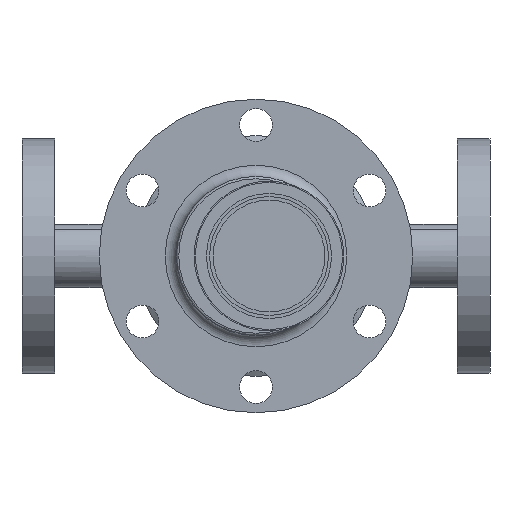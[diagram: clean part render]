
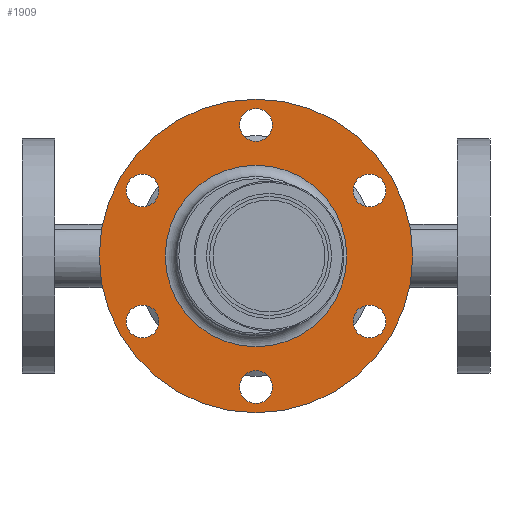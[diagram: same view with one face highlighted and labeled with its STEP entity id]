
A CAD part, left-side view. The second image highlights one B-rep face of the part: STEP entity #1909.
In plain terms, the highlighted planar face has unit normal (-1, 0, 0).
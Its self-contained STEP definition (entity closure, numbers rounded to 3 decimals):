
#288=FACE_BOUND('',#646,.T.);
#289=FACE_BOUND('',#647,.T.);
#290=FACE_BOUND('',#648,.T.);
#291=FACE_BOUND('',#649,.T.);
#292=FACE_BOUND('',#650,.T.);
#293=FACE_BOUND('',#651,.T.);
#294=FACE_BOUND('',#652,.T.);
#338=PLANE('',#2223);
#453=FACE_OUTER_BOUND('',#645,.T.);
#645=EDGE_LOOP('',(#1737));
#646=EDGE_LOOP('',(#1738));
#647=EDGE_LOOP('',(#1739));
#648=EDGE_LOOP('',(#1740));
#649=EDGE_LOOP('',(#1741));
#650=EDGE_LOOP('',(#1742));
#651=EDGE_LOOP('',(#1743));
#652=EDGE_LOOP('',(#1744,#1745));
#720=CIRCLE('',#2011,7.);
#724=CIRCLE('',#2017,7.);
#728=CIRCLE('',#2023,7.);
#732=CIRCLE('',#2029,7.);
#736=CIRCLE('',#2035,7.);
#740=CIRCLE('',#2041,7.);
#844=CIRCLE('',#2222,67.);
#845=CIRCLE('',#2224,38.798);
#846=CIRCLE('',#2225,38.798);
#898=VERTEX_POINT('',#3037);
#902=VERTEX_POINT('',#3049);
#906=VERTEX_POINT('',#3061);
#910=VERTEX_POINT('',#3073);
#914=VERTEX_POINT('',#3085);
#918=VERTEX_POINT('',#3097);
#1013=VERTEX_POINT('',#3582);
#1014=VERTEX_POINT('',#3586);
#1015=VERTEX_POINT('',#3587);
#1087=EDGE_CURVE('',#898,#898,#720,.T.);
#1093=EDGE_CURVE('',#902,#902,#724,.T.);
#1099=EDGE_CURVE('',#906,#906,#728,.T.);
#1105=EDGE_CURVE('',#910,#910,#732,.T.);
#1111=EDGE_CURVE('',#914,#914,#736,.T.);
#1117=EDGE_CURVE('',#918,#918,#740,.T.);
#1261=EDGE_CURVE('',#1013,#1013,#844,.T.);
#1263=EDGE_CURVE('',#1014,#1015,#845,.T.);
#1264=EDGE_CURVE('',#1015,#1014,#846,.T.);
#1737=ORIENTED_EDGE('',*,*,#1261,.T.);
#1738=ORIENTED_EDGE('',*,*,#1087,.T.);
#1739=ORIENTED_EDGE('',*,*,#1093,.T.);
#1740=ORIENTED_EDGE('',*,*,#1099,.T.);
#1741=ORIENTED_EDGE('',*,*,#1105,.T.);
#1742=ORIENTED_EDGE('',*,*,#1111,.T.);
#1743=ORIENTED_EDGE('',*,*,#1117,.T.);
#1744=ORIENTED_EDGE('',*,*,#1263,.F.);
#1745=ORIENTED_EDGE('',*,*,#1264,.F.);
#1909=ADVANCED_FACE('',(#453,#288,#289,#290,#291,#292,#293,#294),#338,.T.);
#2011=AXIS2_PLACEMENT_3D('',#3038,#2404,#2405);
#2017=AXIS2_PLACEMENT_3D('',#3050,#2418,#2419);
#2023=AXIS2_PLACEMENT_3D('',#3062,#2432,#2433);
#2029=AXIS2_PLACEMENT_3D('',#3074,#2446,#2447);
#2035=AXIS2_PLACEMENT_3D('',#3086,#2460,#2461);
#2041=AXIS2_PLACEMENT_3D('',#3098,#2474,#2475);
#2222=AXIS2_PLACEMENT_3D('',#3583,#2867,#2868);
#2223=AXIS2_PLACEMENT_3D('',#3585,#2870,#2871);
#2224=AXIS2_PLACEMENT_3D('',#3588,#2872,#2873);
#2225=AXIS2_PLACEMENT_3D('',#3589,#2874,#2875);
#2404=DIRECTION('center_axis',(1.,0.,0.));
#2405=DIRECTION('ref_axis',(0.,0.,1.));
#2418=DIRECTION('center_axis',(1.,0.,0.));
#2419=DIRECTION('ref_axis',(0.,0.,1.));
#2432=DIRECTION('center_axis',(1.,0.,0.));
#2433=DIRECTION('ref_axis',(0.,0.,1.));
#2446=DIRECTION('center_axis',(1.,0.,0.));
#2447=DIRECTION('ref_axis',(0.,0.,1.));
#2460=DIRECTION('center_axis',(1.,0.,0.));
#2461=DIRECTION('ref_axis',(0.,0.,1.));
#2474=DIRECTION('center_axis',(1.,0.,0.));
#2475=DIRECTION('ref_axis',(0.,0.,1.));
#2867=DIRECTION('center_axis',(-1.,0.,0.));
#2868=DIRECTION('ref_axis',(0.,0.,1.));
#2870=DIRECTION('center_axis',(-1.,0.,0.));
#2871=DIRECTION('ref_axis',(0.,0.,1.));
#2872=DIRECTION('center_axis',(-1.,0.,0.));
#2873=DIRECTION('ref_axis',(0.,0.,1.));
#2874=DIRECTION('center_axis',(-1.,0.,0.));
#2875=DIRECTION('ref_axis',(0.,0.,1.));
#3037=CARTESIAN_POINT('',(-1020.,0.,-63.));
#3038=CARTESIAN_POINT('Origin',(-1020.,0.,-56.));
#3049=CARTESIAN_POINT('',(-1020.,48.497,21.));
#3050=CARTESIAN_POINT('Origin',(-1020.,48.497,28.));
#3061=CARTESIAN_POINT('',(-1020.,-48.497,21.));
#3062=CARTESIAN_POINT('Origin',(-1020.,-48.497,28.));
#3073=CARTESIAN_POINT('',(-1020.,-48.497,-35.));
#3074=CARTESIAN_POINT('Origin',(-1020.,-48.497,-28.));
#3085=CARTESIAN_POINT('',(-1020.,48.497,-35.));
#3086=CARTESIAN_POINT('Origin',(-1020.,48.497,-28.));
#3097=CARTESIAN_POINT('',(-1020.,0.,49.));
#3098=CARTESIAN_POINT('Origin',(-1020.,0.,56.));
#3582=CARTESIAN_POINT('',(-1020.,-67.,0.));
#3583=CARTESIAN_POINT('Origin',(-1020.,0.,0.));
#3585=CARTESIAN_POINT('Origin',(-1020.,38.798,0.));
#3586=CARTESIAN_POINT('',(-1020.002,38.798,0.));
#3587=CARTESIAN_POINT('',(-1020.002,0.,-38.798));
#3588=CARTESIAN_POINT('Origin',(-1020.002,0.,
0.));
#3589=CARTESIAN_POINT('Origin',(-1020.002,0.,
0.));
